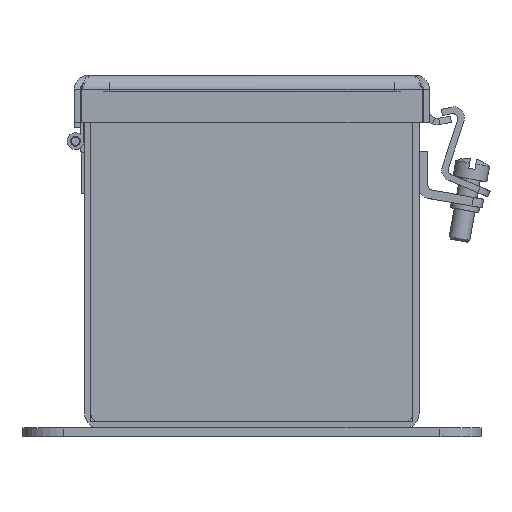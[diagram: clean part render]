
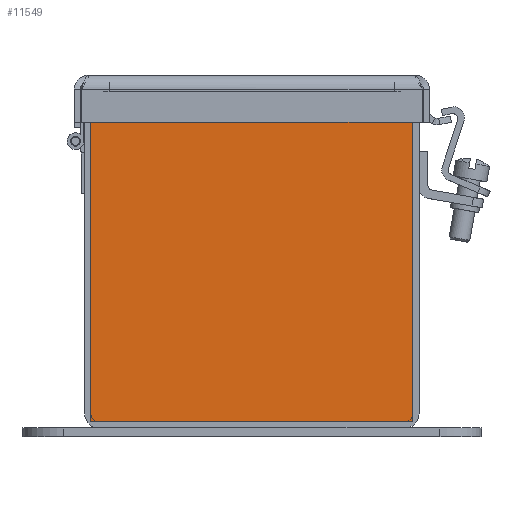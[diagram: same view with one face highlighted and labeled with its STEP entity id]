
A CAD part, left-side view. The second image highlights one B-rep face of the part: STEP entity #11549.
In plain terms, the highlighted planar face has unit normal (-1, 0, 0).
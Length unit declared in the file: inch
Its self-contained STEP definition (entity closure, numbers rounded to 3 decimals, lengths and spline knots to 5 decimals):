
#738 = VECTOR ( 'NONE', #12142, 39.37008 ) ;
#868 = PLANE ( 'NONE',  #4752 ) ;
#927 = CARTESIAN_POINT ( 'NONE',  ( -12., 0., -1.176 ) ) ;
#1449 = CARTESIAN_POINT ( 'NONE',  ( -12., 1.926, -1.176 ) ) ;
#1869 = ORIENTED_EDGE ( 'NONE', *, *, #9111, .F. ) ;
#2063 = CARTESIAN_POINT ( 'NONE',  ( -12., -1.4277, 2.676 ) ) ;
#2179 = VECTOR ( 'NONE', #28485, 39.37008 ) ;
#2355 = VERTEX_POINT ( 'NONE', #10154 ) ;
#2488 = LINE ( 'NONE', #21110, #20691 ) ;
#2809 = LINE ( 'NONE', #28809, #2179 ) ;
#2812 = VECTOR ( 'NONE', #3673, 39.37008 ) ;
#2995 = DIRECTION ( 'NONE',  ( 0., 0., -1. ) ) ;
#3000 = CARTESIAN_POINT ( 'NONE',  ( -12., 1.926, 2.676 ) ) ;
#3152 = CARTESIAN_POINT ( 'NONE',  ( -12., -1.4277, 0.75 ) ) ;
#3258 = VERTEX_POINT ( 'NONE', #21473 ) ;
#3585 = VERTEX_POINT ( 'NONE', #5383 ) ;
#3673 = DIRECTION ( 'NONE',  ( 0., 0., 1. ) ) ;
#3822 = LINE ( 'NONE', #13172, #27698 ) ;
#4102 = VERTEX_POINT ( 'NONE', #20330 ) ;
#4743 = EDGE_CURVE ( 'NONE', #4102, #14819, #19497, .T. ) ;
#4752 = AXIS2_PLACEMENT_3D ( 'NONE', #12228, #7593, #21809 ) ;
#5383 = CARTESIAN_POINT ( 'NONE',  ( -12., 1.4275, 2.58205 ) ) ;
#5594 = EDGE_CURVE ( 'NONE', #25882, #22833, #27482, .T. ) ;
#5936 = CARTESIAN_POINT ( 'NONE',  ( -12., 1.4277, 2.676 ) ) ;
#6547 = CARTESIAN_POINT ( 'NONE',  ( -12., 1.926, 0.75 ) ) ;
#7051 = ORIENTED_EDGE ( 'NONE', *, *, #5594, .F. ) ;
#7057 = ORIENTED_EDGE ( 'NONE', *, *, #4743, .F. ) ;
#7474 = ORIENTED_EDGE ( 'NONE', *, *, #18374, .F. ) ;
#7593 = DIRECTION ( 'NONE',  ( 1., 0., 0. ) ) ;
#7668 = ORIENTED_EDGE ( 'NONE', *, *, #16442, .F. ) ;
#7872 = LINE ( 'NONE', #14945, #15555 ) ;
#8828 = EDGE_CURVE ( 'NONE', #3585, #3258, #29682, .T. ) ;
#8955 = VECTOR ( 'NONE', #26318, 39.37008 ) ;
#9111 = EDGE_CURVE ( 'NONE', #22936, #3258, #7872, .T. ) ;
#9476 = ORIENTED_EDGE ( 'NONE', *, *, #21548, .T. ) ;
#10154 = CARTESIAN_POINT ( 'NONE',  ( -12., -1.4275, 2.58225 ) ) ;
#10216 = VECTOR ( 'NONE', #29679, 39.37008 ) ;
#10268 = EDGE_LOOP ( 'NONE', ( #19679, #9476, #23833, #22423, #24141, #1869, #12144, #7051, #7474, #22000, #7668, #7057 ) ) ;
#11034 = CARTESIAN_POINT ( 'NONE',  ( -12., -1.926, 2.676 ) ) ;
#11549 = ADVANCED_FACE ( 'NONE', ( #19650 ), #868, .F. ) ;
#11818 = LINE ( 'NONE', #25700, #8955 ) ;
#12142 = DIRECTION ( 'NONE',  ( 0., 1., 0. ) ) ;
#12144 = ORIENTED_EDGE ( 'NONE', *, *, #27451, .F. ) ;
#12228 = CARTESIAN_POINT ( 'NONE',  ( -12., 0., 0.75 ) ) ;
#12259 = DIRECTION ( 'NONE',  ( 0., -1., 0. ) ) ;
#12303 = DIRECTION ( 'NONE',  ( 0., -1., 0. ) ) ;
#12793 = VERTEX_POINT ( 'NONE', #11034 ) ;
#13061 = VECTOR ( 'NONE', #17769, 39.37008 ) ;
#13124 = DIRECTION ( 'NONE',  ( 0., 0., 1. ) ) ;
#13172 = CARTESIAN_POINT ( 'NONE',  ( -12., 0., 2.58225 ) ) ;
#13375 = VECTOR ( 'NONE', #13124, 39.37008 ) ;
#13532 = VERTEX_POINT ( 'NONE', #15506 ) ;
#13969 = CARTESIAN_POINT ( 'NONE',  ( -12., -1.926, -1.176 ) ) ;
#14419 = EDGE_CURVE ( 'NONE', #4102, #28244, #25188, .T. ) ;
#14819 = VERTEX_POINT ( 'NONE', #2063 ) ;
#14888 = LINE ( 'NONE', #927, #738 ) ;
#14945 = CARTESIAN_POINT ( 'NONE',  ( -12., 1.4277, 0.75 ) ) ;
#15284 = EDGE_CURVE ( 'NONE', #13532, #3585, #11818, .T. ) ;
#15506 = CARTESIAN_POINT ( 'NONE',  ( -12., 1.4275, 2.58225 ) ) ;
#15555 = VECTOR ( 'NONE', #2995, 39.37008 ) ;
#16442 = EDGE_CURVE ( 'NONE', #14819, #12793, #17004, .T. ) ;
#17004 = LINE ( 'NONE', #18803, #19774 ) ;
#17104 = DIRECTION ( 'NONE',  ( 0., 0., -1. ) ) ;
#17769 = DIRECTION ( 'NONE',  ( 0., 1., 0. ) ) ;
#17884 = DIRECTION ( 'NONE',  ( 0., -1., 0. ) ) ;
#18374 = EDGE_CURVE ( 'NONE', #30190, #25882, #14888, .T. ) ;
#18803 = CARTESIAN_POINT ( 'NONE',  ( -12., 0., 2.676 ) ) ;
#19349 = LINE ( 'NONE', #26989, #21862 ) ;
#19497 = LINE ( 'NONE', #3152, #13375 ) ;
#19650 = FACE_OUTER_BOUND ( 'NONE', #10268, .T. ) ;
#19679 = ORIENTED_EDGE ( 'NONE', *, *, #14419, .T. ) ;
#19774 = VECTOR ( 'NONE', #12259, 39.37008 ) ;
#20283 = CARTESIAN_POINT ( 'NONE',  ( -12., 1.4275, 2.58205 ) ) ;
#20330 = CARTESIAN_POINT ( 'NONE',  ( -12., -1.4277, 2.58205 ) ) ;
#20691 = VECTOR ( 'NONE', #12303, 39.37008 ) ;
#21110 = CARTESIAN_POINT ( 'NONE',  ( -12., 0., 2.676 ) ) ;
#21473 = CARTESIAN_POINT ( 'NONE',  ( -12., 1.4277, 2.58205 ) ) ;
#21548 = EDGE_CURVE ( 'NONE', #28244, #2355, #2809, .T. ) ;
#21809 = DIRECTION ( 'NONE',  ( 0., 1., 0. ) ) ;
#21862 = VECTOR ( 'NONE', #17104, 39.37008 ) ;
#22000 = ORIENTED_EDGE ( 'NONE', *, *, #22934, .F. ) ;
#22423 = ORIENTED_EDGE ( 'NONE', *, *, #15284, .T. ) ;
#22833 = VERTEX_POINT ( 'NONE', #3000 ) ;
#22900 = CARTESIAN_POINT ( 'NONE',  ( -12., -1.4277, 2.58205 ) ) ;
#22934 = EDGE_CURVE ( 'NONE', #12793, #30190, #19349, .T. ) ;
#22936 = VERTEX_POINT ( 'NONE', #5936 ) ;
#23833 = ORIENTED_EDGE ( 'NONE', *, *, #23998, .F. ) ;
#23998 = EDGE_CURVE ( 'NONE', #13532, #2355, #3822, .T. ) ;
#24039 = CARTESIAN_POINT ( 'NONE',  ( -12., -1.4275, 2.58205 ) ) ;
#24141 = ORIENTED_EDGE ( 'NONE', *, *, #8828, .T. ) ;
#25188 = LINE ( 'NONE', #22900, #10216 ) ;
#25700 = CARTESIAN_POINT ( 'NONE',  ( -12., 1.4275, 2.676 ) ) ;
#25882 = VERTEX_POINT ( 'NONE', #1449 ) ;
#26318 = DIRECTION ( 'NONE',  ( 0., 0., -1. ) ) ;
#26989 = CARTESIAN_POINT ( 'NONE',  ( -12., -1.926, 0.75 ) ) ;
#27451 = EDGE_CURVE ( 'NONE', #22833, #22936, #2488, .T. ) ;
#27482 = LINE ( 'NONE', #6547, #2812 ) ;
#27698 = VECTOR ( 'NONE', #17884, 39.37008 ) ;
#28244 = VERTEX_POINT ( 'NONE', #24039 ) ;
#28485 = DIRECTION ( 'NONE',  ( 0., 0., 1. ) ) ;
#28809 = CARTESIAN_POINT ( 'NONE',  ( -12., -1.4275, 2.58205 ) ) ;
#29679 = DIRECTION ( 'NONE',  ( 0., 1., 0. ) ) ;
#29682 = LINE ( 'NONE', #20283, #13061 ) ;
#30190 = VERTEX_POINT ( 'NONE', #13969 ) ;
